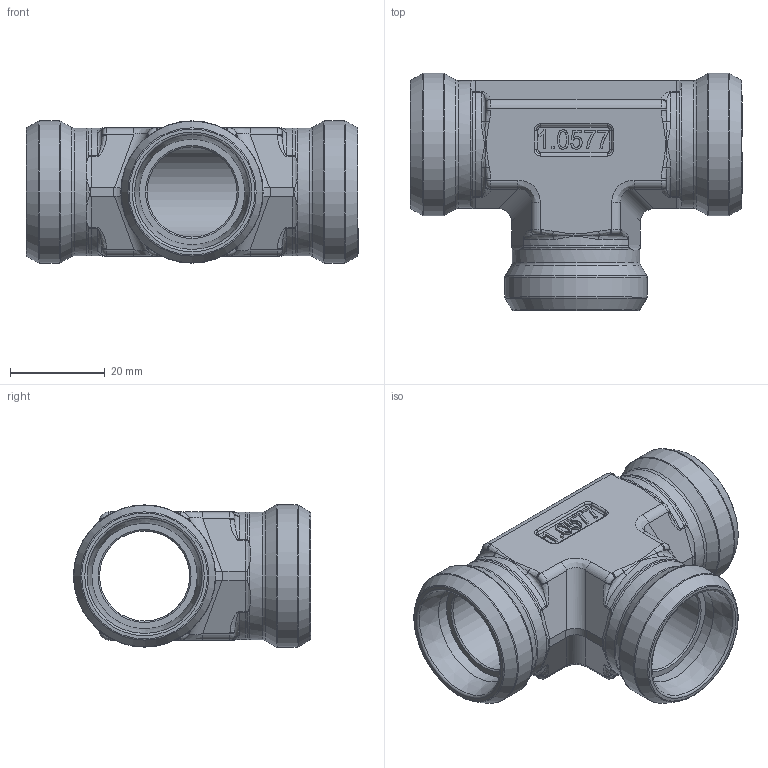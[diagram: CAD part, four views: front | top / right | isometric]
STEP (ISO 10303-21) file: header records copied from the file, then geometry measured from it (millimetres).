
FILE_DESCRIPTION(/* description */ (''),/* implementation_level */ '2;1');
FILE_NAME(/* name */ 'X-TV22.stp',/* time_stamp */ '2021-09-22T10:07:01+02:00',/* author */ (''),/* organization */ (''),/* preprocessor_version */ 'ST-DEVELOPER v16',/* originating_system */ 'SIEMENS PLM Software NX 10.0',/* authorisation */ '');
FILE_SCHEMA (('AP203_CONFIGURATION_CONTROLLED_3D_DESIGN_OF_MECHANICAL_PARTS_AND_ASSEMBLIES_MIM_LF { 1 0 10303 403 2 1 2}'));
Length unit declared in the file: millimetre
Products named in the file (1): nwer3D4CB688tmfl
Bounding box: 70 x 50 x 30 mm (x, y, z)
Volume: 27592.8 mm3; surface area: 14651.2 mm2
Topology: 1 solids, 1 shells, 395 faces, 995 edges, 616 vertices
Faces by surface type: plane 142, cylinder 85, bspline 72, torus 71, extrusion 13, cone 12
Full cylindrical faces by diameter (mm): 19 x2, 22.22 x3, 26.9 x3, 30 x3
Entity records: 15077 total; most frequent: CARTESIAN_POINT 6231, ORIENTED_EDGE 1888, DIRECTION 1677, EDGE_CURVE 944, AXIS2_PLACEMENT_3D 617, VERTEX_POINT 604, EDGE_LOOP 452, VECTOR 443
